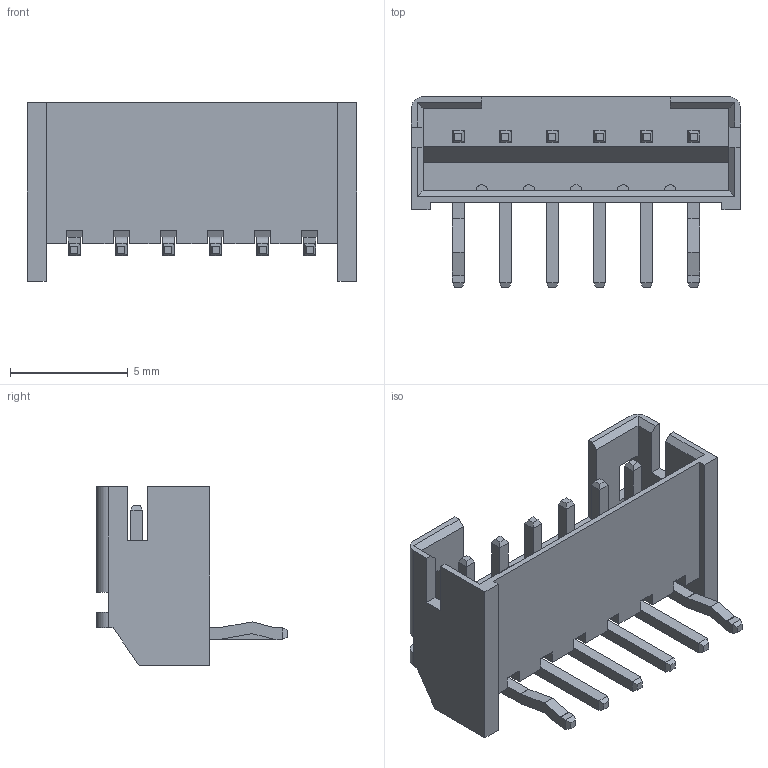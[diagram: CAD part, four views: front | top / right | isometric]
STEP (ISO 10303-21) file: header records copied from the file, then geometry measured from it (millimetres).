
FILE_DESCRIPTION((''),'2;1');
FILE_NAME('JS-1125R-06','2018-03-28T',('user'),(''),'CREO PARAMETRIC BY PTC INC, 2014350','CREO PARAMETRIC BY PTC INC, 2014350','');
FILE_SCHEMA(('CONFIG_CONTROL_DESIGN'));
Length unit declared in the file: millimetre
Products named in the file (1): JS-1125R-06
Bounding box: 14 x 8.1 x 7.6 mm (x, y, z)
Volume: 164.4 mm3; surface area: 622.2 mm2
Topology: 1 solids, 1 shells, 259 faces, 675 edges, 426 vertices
Faces by surface type: plane 228, cylinder 31
Entity records: 7781 total; most frequent: CARTESIAN_POINT 1360, ORIENTED_EDGE 1350, DIRECTION 1255, EDGE_CURVE 675, VECTOR 613, LINE 613, VERTEX_POINT 426, AXIS2_PLACEMENT_3D 321
